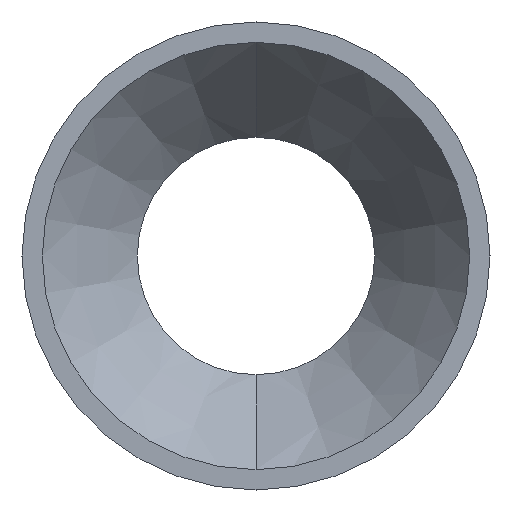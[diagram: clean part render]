
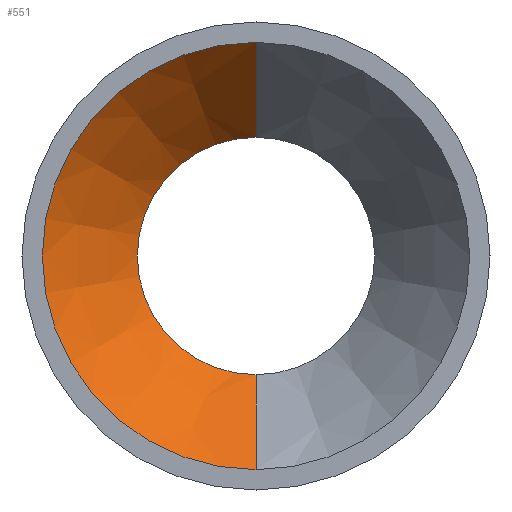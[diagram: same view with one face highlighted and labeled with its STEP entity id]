
A CAD part, front view. The second image highlights one B-rep face of the part: STEP entity #551.
In plain terms, the highlighted conical face has half-angle 36.87 degrees and reference radius 3.15 mm.
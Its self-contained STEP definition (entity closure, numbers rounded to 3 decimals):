
#2 = DIRECTION ( 'NONE',  ( 0., 0., 1. ) ) ;
#5 = CARTESIAN_POINT ( 'NONE',  ( 0., -2.133, 0. ) ) ;
#24 = FACE_OUTER_BOUND ( 'NONE', #492, .T. ) ;
#64 = VERTEX_POINT ( 'NONE', #560 ) ;
#108 = ORIENTED_EDGE ( 'NONE', *, *, #334, .F. ) ;
#110 = CIRCLE ( 'NONE', #290, 3.15 ) ;
#129 = CARTESIAN_POINT ( 'NONE',  ( 0., -2.133, -1.75 ) ) ;
#187 = VECTOR ( 'NONE', #350, 1000. ) ;
#189 = DIRECTION ( 'NONE',  ( 0., 1., 0. ) ) ;
#197 = CARTESIAN_POINT ( 'NONE',  ( 0., -4., 3.15 ) ) ;
#224 = AXIS2_PLACEMENT_3D ( 'NONE', #5, #486, #2 ) ;
#231 = LINE ( 'NONE', #300, #187 ) ;
#273 = VERTEX_POINT ( 'NONE', #129 ) ;
#290 = AXIS2_PLACEMENT_3D ( 'NONE', #295, #189, #443 ) ;
#295 = CARTESIAN_POINT ( 'NONE',  ( 0., -4., 0. ) ) ;
#300 = CARTESIAN_POINT ( 'NONE',  ( 0., -4., 3.15 ) ) ;
#316 = CONICAL_SURFACE ( 'NONE', #596, 3.15, 0.644 ) ;
#317 = EDGE_CURVE ( 'NONE', #273, #64, #622, .T. ) ;
#319 = ORIENTED_EDGE ( 'NONE', *, *, #466, .F. ) ;
#334 = EDGE_CURVE ( 'NONE', #336, #471, #110, .T. ) ;
#336 = VERTEX_POINT ( 'NONE', #434 ) ;
#350 = DIRECTION ( 'NONE',  ( 0., -0.8, 0.6 ) ) ;
#434 = CARTESIAN_POINT ( 'NONE',  ( 0., -4., -3.15 ) ) ;
#443 = DIRECTION ( 'NONE',  ( 0., 0., 1. ) ) ;
#450 = DIRECTION ( 'NONE',  ( 0., 0., -1. ) ) ;
#456 = DIRECTION ( 'NONE',  ( 0., -1., 0. ) ) ;
#466 = EDGE_CURVE ( 'NONE', #273, #336, #475, .T. ) ;
#471 = VERTEX_POINT ( 'NONE', #197 ) ;
#475 = LINE ( 'NONE', #542, #501 ) ;
#486 = DIRECTION ( 'NONE',  ( 0., 1., 0. ) ) ;
#492 = EDGE_LOOP ( 'NONE', ( #514, #620, #108, #319 ) ) ;
#498 = DIRECTION ( 'NONE',  ( 0., -0.8, -0.6 ) ) ;
#501 = VECTOR ( 'NONE', #498, 1000. ) ;
#514 = ORIENTED_EDGE ( 'NONE', *, *, #317, .T. ) ;
#542 = CARTESIAN_POINT ( 'NONE',  ( 0., -4., -3.15 ) ) ;
#551 = ADVANCED_FACE ( 'NONE', ( #24 ), #316, .F. ) ;
#560 = CARTESIAN_POINT ( 'NONE',  ( 0., -2.133, 1.75 ) ) ;
#593 = CARTESIAN_POINT ( 'NONE',  ( 0., -4., 0. ) ) ;
#596 = AXIS2_PLACEMENT_3D ( 'NONE', #593, #456, #450 ) ;
#618 = EDGE_CURVE ( 'NONE', #64, #471, #231, .T. ) ;
#620 = ORIENTED_EDGE ( 'NONE', *, *, #618, .T. ) ;
#622 = CIRCLE ( 'NONE', #224, 1.75 ) ;
